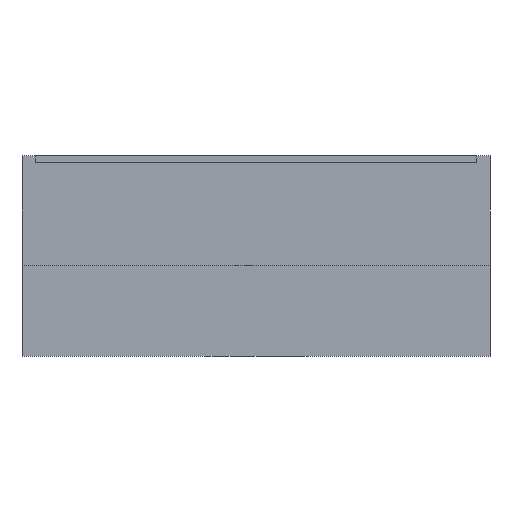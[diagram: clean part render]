
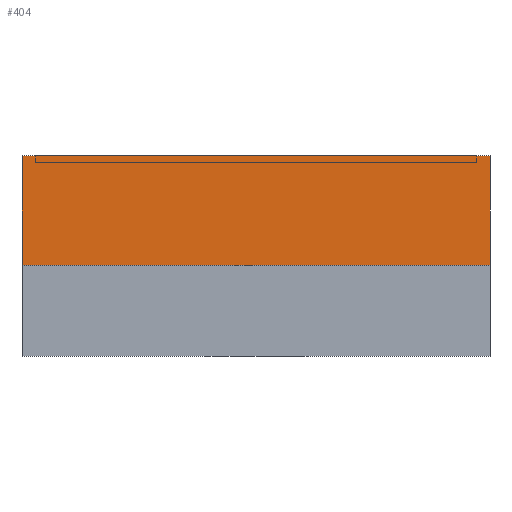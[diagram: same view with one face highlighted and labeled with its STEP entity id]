
A CAD part, front view. The second image highlights one B-rep face of the part: STEP entity #404.
In plain terms, the highlighted planar face has unit normal (0, -1, 0).
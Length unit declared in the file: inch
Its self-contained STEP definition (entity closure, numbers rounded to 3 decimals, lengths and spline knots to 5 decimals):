
#75=DIRECTION('',(0.,0.,1.));
#76=VECTOR('',#75,0.16535);
#77=CARTESIAN_POINT('',(0.35433,-2.95276,0.1378));
#78=LINE('',#77,#76);
#83=DIRECTION('',(1.,0.,0.));
#84=VECTOR('',#83,0.70866);
#85=CARTESIAN_POINT('',(-0.35433,-2.95276,
0.1378));
#86=LINE('',#85,#84);
#109=DIRECTION('',(0.,0.,1.));
#110=VECTOR('',#109,0.16535);
#111=CARTESIAN_POINT('',(-0.35433,-2.95276,
0.1378));
#112=LINE('',#111,#110);
#125=DIRECTION('',(1.,0.,0.));
#126=VECTOR('',#125,0.70866);
#127=CARTESIAN_POINT('',(-0.35433,-2.95276,
0.30315));
#128=LINE('',#127,#126);
#234=CARTESIAN_POINT('',(-0.35433,-2.95276,
0.30315));
#236=VERTEX_POINT('',#234);
#237=CARTESIAN_POINT('',(0.35433,-2.95276,
0.30315));
#238=VERTEX_POINT('',#237);
#241=CARTESIAN_POINT('',(-0.35433,-2.95276,
0.1378));
#242=CARTESIAN_POINT('',(0.35433,-2.95276,
0.1378));
#243=VERTEX_POINT('',#241);
#244=VERTEX_POINT('',#242);
#392=CARTESIAN_POINT('',(-0.35433,-2.95276,0.));
#393=DIRECTION('',(0.,-1.,0.));
#394=DIRECTION('',(1.,0.,0.));
#395=AXIS2_PLACEMENT_3D('',#392,#393,#394);
#396=PLANE('',#395);
#397=ORIENTED_EDGE('',*,*,#377,.F.);
#398=ORIENTED_EDGE('',*,*,#304,.T.);
#400=ORIENTED_EDGE('',*,*,#399,.T.);
#401=ORIENTED_EDGE('',*,*,#358,.F.);
#402=EDGE_LOOP('',(#397,#398,#400,#401));
#403=FACE_OUTER_BOUND('',#402,.F.);
#404=ADVANCED_FACE('',(#403),#396,.T.);
#304=EDGE_CURVE('',#243,#236,#112,.T.);
#358=EDGE_CURVE('',#244,#238,#78,.T.);
#377=EDGE_CURVE('',#243,#244,#86,.T.);
#399=EDGE_CURVE('',#236,#238,#128,.T.);
